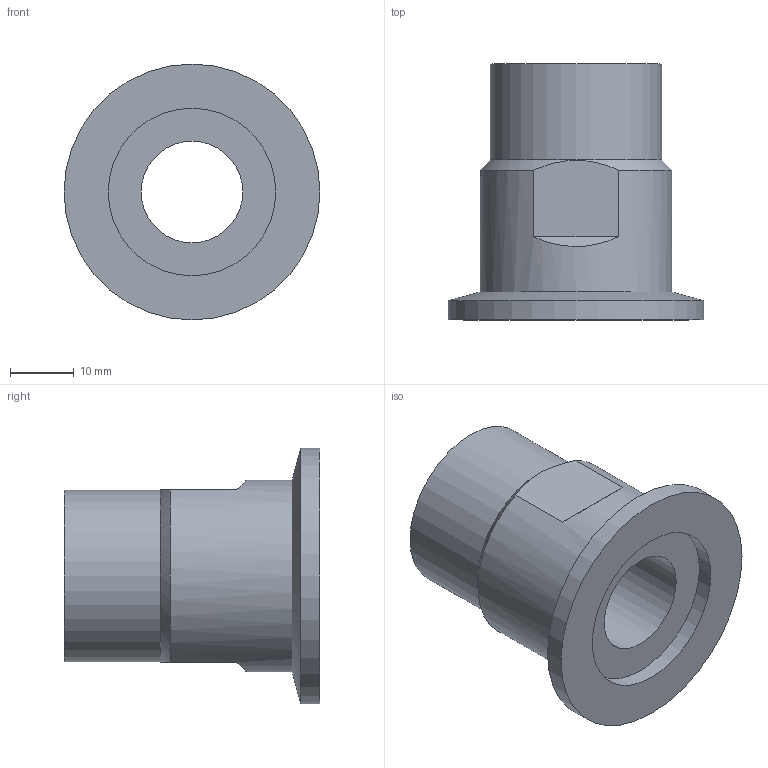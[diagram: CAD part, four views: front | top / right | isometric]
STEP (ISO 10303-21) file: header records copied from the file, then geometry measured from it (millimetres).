
FILE_DESCRIPTION(/* description */ (''),/* implementation_level */ '2;1');
FILE_NAME(/* name */ 'FL-25KF-3-4BSPM.stp',/* time_stamp */ '2020-10-13T09:58:37+01:00',/* author */ ('Paul'),/* organization */ (''),/* preprocessor_version */ 'ST-DEVELOPER v18.1',/* originating_system */ 'Autodesk Inventor 2021',/* authorisation */ '');
FILE_SCHEMA (('AUTOMOTIVE_DESIGN { 1 0 10303 214 3 1 1 }'));
Length unit declared in the file: millimetre
Products named in the file (1): FL-16KF-1_8BSPM
Bounding box: 40 x 40 x 40 mm (x, y, z)
Volume: 18900.2 mm3; surface area: 7698.8 mm2
Topology: 1 solids, 1 shells, 14 faces, 38 edges, 27 vertices
Faces by surface type: plane 7, cylinder 5, cone 2
Full cylindrical faces by diameter (mm): 15.9 x1, 26.2 x1, 26.8 x1, 30 x1, 40 x1
Entity records: 508 total; most frequent: DIRECTION 89, CARTESIAN_POINT 84, ORIENTED_EDGE 76, EDGE_CURVE 38, AXIS2_PLACEMENT_3D 38, VERTEX_POINT 27, CIRCLE 21, EDGE_LOOP 17
